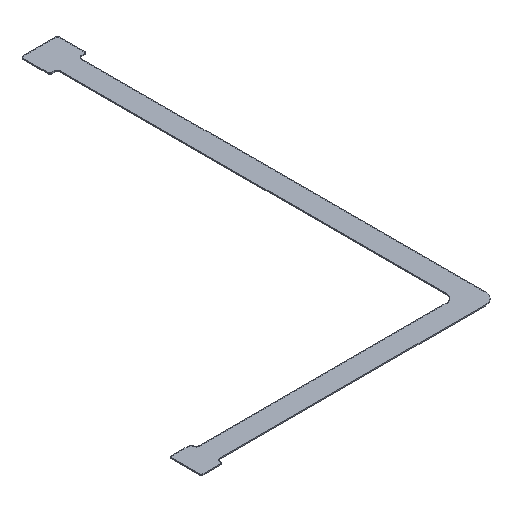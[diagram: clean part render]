
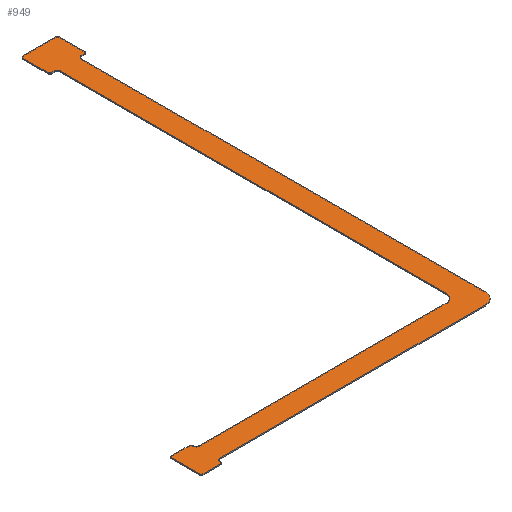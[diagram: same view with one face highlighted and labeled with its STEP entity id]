
A CAD part, isometric view. The second image highlights one B-rep face of the part: STEP entity #949.
In plain terms, the highlighted planar face has unit normal (0, 0, 1).
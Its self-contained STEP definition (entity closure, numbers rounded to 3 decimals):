
#24 = VERTEX_POINT('',#25);
#25 = CARTESIAN_POINT('',(-22.897,-35.461,0.));
#31 = EDGE_CURVE('',#24,#32,#34,.T.);
#32 = VERTEX_POINT('',#33);
#33 = CARTESIAN_POINT('',(-19.709,-35.466,0.));
#34 = LINE('',#35,#36);
#35 = CARTESIAN_POINT('',(-22.897,-35.461,0.));
#36 = VECTOR('',#37,1.);
#37 = DIRECTION('',(1.,-0.002,0.));
#62 = EDGE_CURVE('',#32,#63,#65,.T.);
#63 = VERTEX_POINT('',#64);
#64 = CARTESIAN_POINT('',(-19.403,-35.164,0.));
#65 = CIRCLE('',#66,0.299);
#66 = AXIS2_PLACEMENT_3D('',#67,#68,#69);
#67 = CARTESIAN_POINT('',(-19.702,-35.167,0.));
#68 = DIRECTION('',(0.,0.,1.));
#69 = DIRECTION('',(-0.024,-1.,0.));
#95 = EDGE_CURVE('',#63,#96,#98,.T.);
#96 = VERTEX_POINT('',#97);
#97 = CARTESIAN_POINT('',(-19.403,-35.121,0.));
#98 = LINE('',#99,#100);
#99 = CARTESIAN_POINT('',(-19.403,-35.164,0.));
#100 = VECTOR('',#101,1.);
#101 = DIRECTION('',(0.,1.,0.));
#126 = EDGE_CURVE('',#96,#127,#129,.T.);
#127 = VERTEX_POINT('',#128);
#128 = CARTESIAN_POINT('',(-18.792,-34.511,0.));
#129 = CIRCLE('',#130,0.608);
#130 = AXIS2_PLACEMENT_3D('',#131,#132,#133);
#131 = CARTESIAN_POINT('',(-18.795,-35.119,0.));
#132 = DIRECTION('',(0.,0.,-1.));
#133 = DIRECTION('',(-1.,-0.004,0.));
#159 = EDGE_CURVE('',#127,#160,#162,.T.);
#160 = VERTEX_POINT('',#161);
#161 = CARTESIAN_POINT('',(29.111,-34.511,0.));
#162 = LINE('',#163,#164);
#163 = CARTESIAN_POINT('',(-18.792,-34.511,0.));
#164 = VECTOR('',#165,1.);
#165 = DIRECTION('',(1.,0.,0.));
#190 = EDGE_CURVE('',#160,#191,#193,.T.);
#191 = VERTEX_POINT('',#192);
#192 = CARTESIAN_POINT('',(31.15,-32.493,0.));
#193 = CIRCLE('',#194,2.);
#194 = AXIS2_PLACEMENT_3D('',#195,#196,#197);
#195 = CARTESIAN_POINT('',(29.15,-32.512,0.));
#196 = DIRECTION('',(0.,0.,1.));
#197 = DIRECTION('',(-0.02,-1.,0.));
#223 = EDGE_CURVE('',#191,#224,#226,.T.);
#224 = VERTEX_POINT('',#225);
#225 = CARTESIAN_POINT('',(31.15,40.494,0.));
#226 = LINE('',#227,#228);
#227 = CARTESIAN_POINT('',(31.15,-32.493,0.));
#228 = VECTOR('',#229,1.);
#229 = DIRECTION('',(0.,1.,0.));
#254 = EDGE_CURVE('',#224,#255,#257,.T.);
#255 = VERTEX_POINT('',#256);
#256 = CARTESIAN_POINT('',(31.762,41.099,0.));
#257 = CIRCLE('',#258,0.599);
#258 = AXIS2_PLACEMENT_3D('',#259,#260,#261);
#259 = CARTESIAN_POINT('',(31.749,40.5,0.));
#260 = DIRECTION('',(0.,0.,-1.));
#261 = DIRECTION('',(-1.,-0.009,0.));
#287 = EDGE_CURVE('',#255,#288,#290,.T.);
#288 = VERTEX_POINT('',#289);
#289 = CARTESIAN_POINT('',(32.244,41.099,0.));
#290 = LINE('',#291,#292);
#291 = CARTESIAN_POINT('',(31.762,41.099,0.));
#292 = VECTOR('',#293,1.);
#293 = DIRECTION('',(1.,0.,0.));
#318 = EDGE_CURVE('',#288,#319,#321,.T.);
#319 = VERTEX_POINT('',#320);
#320 = CARTESIAN_POINT('',(32.55,41.402,0.));
#321 = CIRCLE('',#322,0.301);
#322 = AXIS2_PLACEMENT_3D('',#323,#324,#325);
#323 = CARTESIAN_POINT('',(32.249,41.399,0.));
#324 = DIRECTION('',(0.,0.,1.));
#325 = DIRECTION('',(-0.018,-1.,0.));
#351 = EDGE_CURVE('',#319,#352,#354,.T.);
#352 = VERTEX_POINT('',#353);
#353 = CARTESIAN_POINT('',(32.55,45.993,0.));
#354 = LINE('',#355,#356);
#355 = CARTESIAN_POINT('',(32.55,41.402,0.));
#356 = VECTOR('',#357,1.);
#357 = DIRECTION('',(0.,1.,0.));
#382 = EDGE_CURVE('',#352,#383,#385,.T.);
#383 = VERTEX_POINT('',#384);
#384 = CARTESIAN_POINT('',(32.247,46.299,0.));
#385 = CIRCLE('',#386,0.301);
#386 = AXIS2_PLACEMENT_3D('',#387,#388,#389);
#387 = CARTESIAN_POINT('',(32.25,45.998,0.));
#388 = DIRECTION('',(0.,0.,1.));
#389 = DIRECTION('',(1.,-0.018,0.));
#415 = EDGE_CURVE('',#383,#416,#418,.T.);
#416 = VERTEX_POINT('',#417);
#417 = CARTESIAN_POINT('',(26.256,46.299,0.));
#418 = LINE('',#419,#420);
#419 = CARTESIAN_POINT('',(32.247,46.299,0.));
#420 = VECTOR('',#421,1.);
#421 = DIRECTION('',(-1.,0.,0.));
#446 = EDGE_CURVE('',#416,#447,#449,.T.);
#447 = VERTEX_POINT('',#448);
#448 = CARTESIAN_POINT('',(25.95,45.996,0.));
#449 = CIRCLE('',#450,0.301);
#450 = AXIS2_PLACEMENT_3D('',#451,#452,#453);
#451 = CARTESIAN_POINT('',(26.251,45.999,0.));
#452 = DIRECTION('',(0.,0.,1.));
#453 = DIRECTION('',(0.018,1.,0.));
#479 = EDGE_CURVE('',#447,#480,#482,.T.);
#480 = VERTEX_POINT('',#481);
#481 = CARTESIAN_POINT('',(25.95,41.405,0.));
#482 = LINE('',#483,#484);
#483 = CARTESIAN_POINT('',(25.95,45.996,0.));
#484 = VECTOR('',#485,1.);
#485 = DIRECTION('',(0.,-1.,0.));
#510 = EDGE_CURVE('',#480,#511,#513,.T.);
#511 = VERTEX_POINT('',#512);
#512 = CARTESIAN_POINT('',(26.253,41.099,0.));
#513 = CIRCLE('',#514,0.301);
#514 = AXIS2_PLACEMENT_3D('',#515,#516,#517);
#515 = CARTESIAN_POINT('',(26.25,41.4,0.));
#516 = DIRECTION('',(0.,0.,1.));
#517 = DIRECTION('',(-1.,0.018,0.));
#543 = EDGE_CURVE('',#511,#544,#546,.T.);
#544 = VERTEX_POINT('',#545);
#545 = CARTESIAN_POINT('',(26.745,41.099,0.));
#546 = LINE('',#547,#548);
#547 = CARTESIAN_POINT('',(26.253,41.099,0.));
#548 = VECTOR('',#549,1.);
#549 = DIRECTION('',(1.,0.,0.));
#574 = EDGE_CURVE('',#544,#575,#577,.T.);
#575 = VERTEX_POINT('',#576);
#576 = CARTESIAN_POINT('',(27.35,40.487,0.));
#577 = CIRCLE('',#578,0.599);
#578 = AXIS2_PLACEMENT_3D('',#579,#580,#581);
#579 = CARTESIAN_POINT('',(26.751,40.5,0.));
#580 = DIRECTION('',(0.,0.,-1.));
#581 = DIRECTION('',(-0.009,1.,0.));
#607 = EDGE_CURVE('',#575,#608,#610,.T.);
#608 = VERTEX_POINT('',#609);
#609 = CARTESIAN_POINT('',(27.349,-29.198,0.));
#610 = LINE('',#611,#612);
#611 = CARTESIAN_POINT('',(27.35,40.487,0.));
#612 = VECTOR('',#613,1.);
#613 = DIRECTION('',(0.,-1.,0.));
#638 = EDGE_CURVE('',#608,#639,#641,.T.);
#639 = VERTEX_POINT('',#640);
#640 = CARTESIAN_POINT('',(25.82,-30.711,0.));
#641 = CIRCLE('',#642,1.499);
#642 = AXIS2_PLACEMENT_3D('',#643,#644,#645);
#643 = CARTESIAN_POINT('',(25.85,-29.212,0.));
#644 = DIRECTION('',(0.,0.,-1.));
#645 = DIRECTION('',(1.,0.009,0.));
#671 = EDGE_CURVE('',#639,#672,#674,.T.);
#672 = VERTEX_POINT('',#673);
#673 = CARTESIAN_POINT('',(-18.795,-30.711,0.));
#674 = LINE('',#675,#676);
#675 = CARTESIAN_POINT('',(25.82,-30.711,0.));
#676 = VECTOR('',#677,1.);
#677 = DIRECTION('',(-1.,0.,0.));
#702 = EDGE_CURVE('',#672,#703,#705,.T.);
#703 = VERTEX_POINT('',#704);
#704 = CARTESIAN_POINT('',(-19.4,-30.1,0.));
#705 = CIRCLE('',#706,0.599);
#706 = AXIS2_PLACEMENT_3D('',#707,#708,#709);
#707 = CARTESIAN_POINT('',(-18.801,-30.112,0.));
#708 = DIRECTION('',(0.,0.,-1.));
#709 = DIRECTION('',(0.01,-1.,0.));
#735 = EDGE_CURVE('',#703,#736,#738,.T.);
#736 = VERTEX_POINT('',#737);
#737 = CARTESIAN_POINT('',(-19.4,-30.067,0.));
#738 = LINE('',#739,#740);
#739 = CARTESIAN_POINT('',(-19.4,-30.1,0.));
#740 = VECTOR('',#741,1.);
#741 = DIRECTION('',(0.,1.,0.));
#766 = EDGE_CURVE('',#736,#767,#769,.T.);
#767 = VERTEX_POINT('',#768);
#768 = CARTESIAN_POINT('',(-19.703,-29.762,0.));
#769 = CIRCLE('',#770,0.301);
#770 = AXIS2_PLACEMENT_3D('',#771,#772,#773);
#771 = CARTESIAN_POINT('',(-19.7,-30.063,0.));
#772 = DIRECTION('',(0.,0.,1.));
#773 = DIRECTION('',(1.,-0.015,0.));
#799 = EDGE_CURVE('',#767,#800,#802,.T.);
#800 = VERTEX_POINT('',#801);
#801 = CARTESIAN_POINT('',(-22.894,-29.761,0.));
#802 = LINE('',#803,#804);
#803 = CARTESIAN_POINT('',(-19.703,-29.762,0.));
#804 = VECTOR('',#805,1.);
#805 = DIRECTION('',(-1.,0.,0.));
#830 = EDGE_CURVE('',#800,#831,#833,.T.);
#831 = VERTEX_POINT('',#832);
#832 = CARTESIAN_POINT('',(-23.2,-30.064,0.));
#833 = CIRCLE('',#834,0.301);
#834 = AXIS2_PLACEMENT_3D('',#835,#836,#837);
#835 = CARTESIAN_POINT('',(-22.899,-30.061,0.));
#836 = DIRECTION('',(0.,0.,1.));
#837 = DIRECTION('',(0.018,1.,0.));
#863 = EDGE_CURVE('',#831,#864,#866,.T.);
#864 = VERTEX_POINT('',#865);
#865 = CARTESIAN_POINT('',(-23.2,-35.155,0.));
#866 = LINE('',#867,#868);
#867 = CARTESIAN_POINT('',(-23.2,-30.064,0.));
#868 = VECTOR('',#869,1.);
#869 = DIRECTION('',(0.,-1.,0.));
#894 = EDGE_CURVE('',#864,#24,#895,.T.);
#895 = CIRCLE('',#896,0.301);
#896 = AXIS2_PLACEMENT_3D('',#897,#898,#899);
#897 = CARTESIAN_POINT('',(-22.9,-35.16,0.));
#898 = DIRECTION('',(0.,0.,1.));
#899 = DIRECTION('',(-1.,0.018,0.));
#949 = ADVANCED_FACE('',(#950),#980,.F.);
#950 = FACE_BOUND('',#951,.T.);
#951 = EDGE_LOOP('',(#952,#953,#954,#955,#956,#957,#958,#959,#960,#961,
    #962,#963,#964,#965,#966,#967,#968,#969,#970,#971,#972,#973,#974,
    #975,#976,#977,#978,#979));
#952 = ORIENTED_EDGE('',*,*,#31,.T.);
#953 = ORIENTED_EDGE('',*,*,#62,.T.);
#954 = ORIENTED_EDGE('',*,*,#95,.T.);
#955 = ORIENTED_EDGE('',*,*,#126,.T.);
#956 = ORIENTED_EDGE('',*,*,#159,.T.);
#957 = ORIENTED_EDGE('',*,*,#190,.T.);
#958 = ORIENTED_EDGE('',*,*,#223,.T.);
#959 = ORIENTED_EDGE('',*,*,#254,.T.);
#960 = ORIENTED_EDGE('',*,*,#287,.T.);
#961 = ORIENTED_EDGE('',*,*,#318,.T.);
#962 = ORIENTED_EDGE('',*,*,#351,.T.);
#963 = ORIENTED_EDGE('',*,*,#382,.T.);
#964 = ORIENTED_EDGE('',*,*,#415,.T.);
#965 = ORIENTED_EDGE('',*,*,#446,.T.);
#966 = ORIENTED_EDGE('',*,*,#479,.T.);
#967 = ORIENTED_EDGE('',*,*,#510,.T.);
#968 = ORIENTED_EDGE('',*,*,#543,.T.);
#969 = ORIENTED_EDGE('',*,*,#574,.T.);
#970 = ORIENTED_EDGE('',*,*,#607,.T.);
#971 = ORIENTED_EDGE('',*,*,#638,.T.);
#972 = ORIENTED_EDGE('',*,*,#671,.T.);
#973 = ORIENTED_EDGE('',*,*,#702,.T.);
#974 = ORIENTED_EDGE('',*,*,#735,.T.);
#975 = ORIENTED_EDGE('',*,*,#766,.T.);
#976 = ORIENTED_EDGE('',*,*,#799,.T.);
#977 = ORIENTED_EDGE('',*,*,#830,.T.);
#978 = ORIENTED_EDGE('',*,*,#863,.T.);
#979 = ORIENTED_EDGE('',*,*,#894,.T.);
#980 = PLANE('',#981);
#981 = AXIS2_PLACEMENT_3D('',#982,#983,#984);
#982 = CARTESIAN_POINT('',(-22.897,-35.461,0.));
#983 = DIRECTION('',(0.,0.,-1.));
#984 = DIRECTION('',(-1.,0.,0.));
